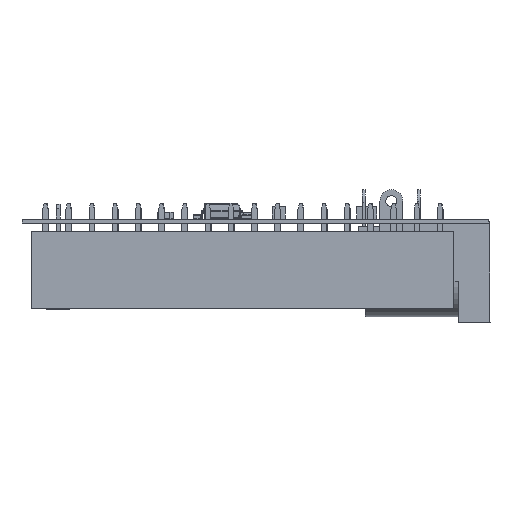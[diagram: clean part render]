
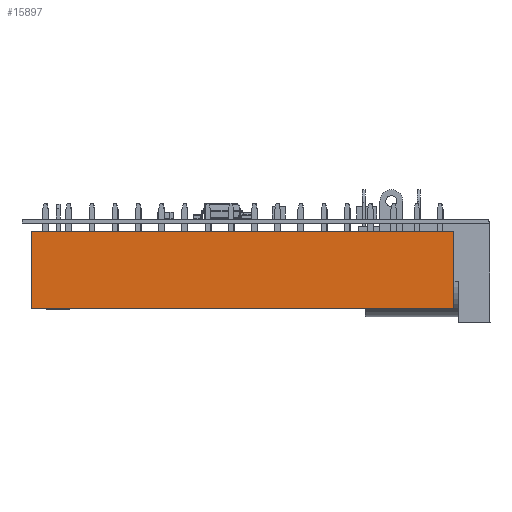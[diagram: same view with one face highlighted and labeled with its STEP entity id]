
A CAD part, front view. The second image highlights one B-rep face of the part: STEP entity #15897.
In plain terms, the highlighted face is planar.
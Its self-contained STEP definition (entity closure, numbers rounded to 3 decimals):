
#15810 = VERTEX_POINT('',#15811);
#15811 = CARTESIAN_POINT('',(44.7,8.5,-1.25));
#15817 = EDGE_CURVE('',#15810,#15818,#15820,.T.);
#15818 = VERTEX_POINT('',#15819);
#15819 = CARTESIAN_POINT('',(-1.52,8.5,-1.25));
#15820 = LINE('',#15821,#15822);
#15821 = CARTESIAN_POINT('',(44.7,8.5,-1.25));
#15822 = VECTOR('',#15823,1.);
#15823 = DIRECTION('',(-1.,0.,0.));
#15871 = VERTEX_POINT('',#15872);
#15872 = CARTESIAN_POINT('',(-1.52,0.,-1.25));
#15878 = EDGE_CURVE('',#15879,#15871,#15881,.T.);
#15879 = VERTEX_POINT('',#15880);
#15880 = CARTESIAN_POINT('',(44.7,0.,-1.25));
#15881 = LINE('',#15882,#15883);
#15882 = CARTESIAN_POINT('',(44.7,0.,-1.25));
#15883 = VECTOR('',#15884,1.);
#15884 = DIRECTION('',(-1.,0.,0.));
#15897 = ADVANCED_FACE('',(#15898),#15914,.F.);
#15898 = FACE_BOUND('',#15899,.T.);
#15899 = EDGE_LOOP('',(#15900,#15906,#15907,#15913));
#15900 = ORIENTED_EDGE('',*,*,#15901,.T.);
#15901 = EDGE_CURVE('',#15871,#15818,#15902,.T.);
#15902 = LINE('',#15903,#15904);
#15903 = CARTESIAN_POINT('',(-1.52,0.,-1.25));
#15904 = VECTOR('',#15905,1.);
#15905 = DIRECTION('',(0.,1.,0.));
#15906 = ORIENTED_EDGE('',*,*,#15817,.F.);
#15907 = ORIENTED_EDGE('',*,*,#15908,.F.);
#15908 = EDGE_CURVE('',#15879,#15810,#15909,.T.);
#15909 = LINE('',#15910,#15911);
#15910 = CARTESIAN_POINT('',(44.7,0.,-1.25));
#15911 = VECTOR('',#15912,1.);
#15912 = DIRECTION('',(0.,1.,0.));
#15913 = ORIENTED_EDGE('',*,*,#15878,.T.);
#15914 = PLANE('',#15915);
#15915 = AXIS2_PLACEMENT_3D('',#15916,#15917,#15918);
#15916 = CARTESIAN_POINT('',(44.7,0.,-1.25));
#15917 = DIRECTION('',(0.,0.,1.));
#15918 = DIRECTION('',(0.,-1.,0.));
